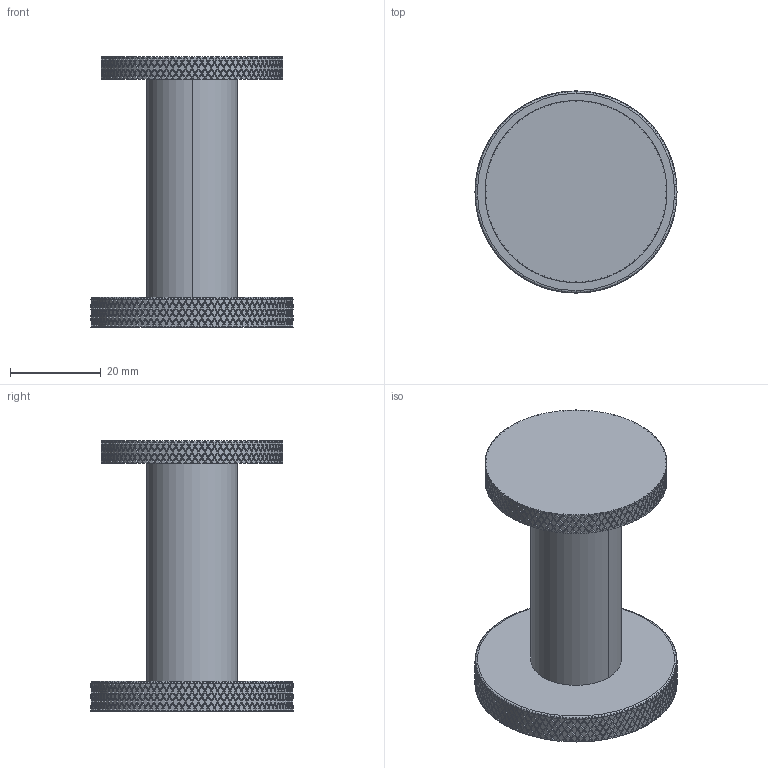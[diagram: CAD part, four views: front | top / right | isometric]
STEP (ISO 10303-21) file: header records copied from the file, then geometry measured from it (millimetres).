
FILE_DESCRIPTION((''),'2;1');
FILE_NAME('3290-1650','2021-09-21T16:10:59',('jinson.thomas'),(''),'CREO PARAMETRIC BY PTC INC, 2018400','CREO PARAMETRIC BY PTC INC, 2018400','');
FILE_SCHEMA(('CONFIG_CONTROL_DESIGN'));
Length unit declared in the file: inch
Products named in the file (1): 3290-1650
Bounding box: 44.45 x 44.45 x 59.61 mm (x, y, z)
Volume: 31532.1 mm3; surface area: 10005.8 mm2
Topology: 1 solids, 1 shells, 5598 faces, 12132 edges, 6538 vertices
Faces by surface type: bspline 4464, cylinder 1128, plane 4, torus 2
Entity records: 222803 total; most frequent: CARTESIAN_POINT 140153, ORIENTED_EDGE 24264, EDGE_CURVE 12132, B_SPLINE_CURVE_WITH_KNOTS 11552, VERTEX_POINT 6538, EDGE_LOOP 5600, FACE_OUTER_BOUND 5598, ADVANCED_FACE 5598
